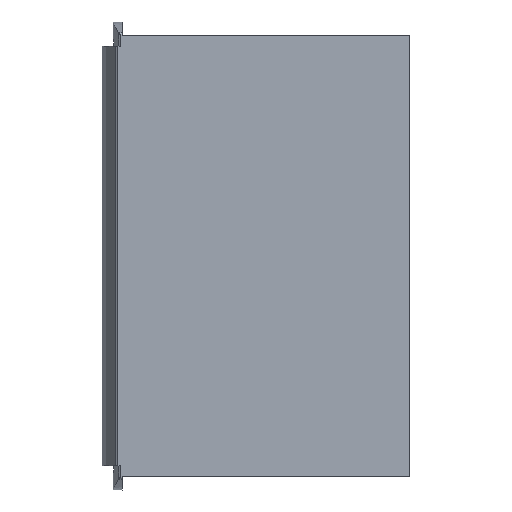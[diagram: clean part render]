
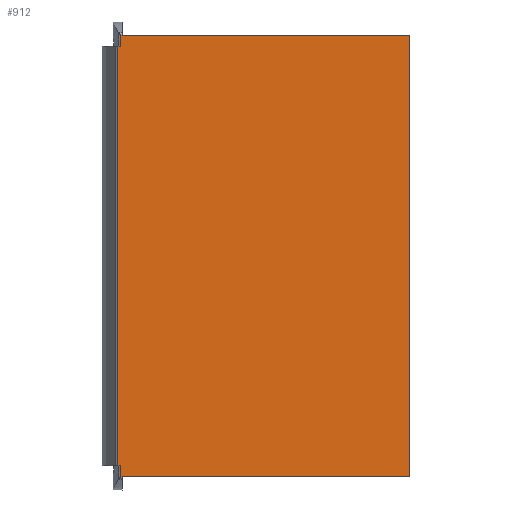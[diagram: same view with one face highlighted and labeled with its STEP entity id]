
A CAD part, left-side view. The second image highlights one B-rep face of the part: STEP entity #912.
In plain terms, the highlighted planar face has unit normal (-1, 0, 0).
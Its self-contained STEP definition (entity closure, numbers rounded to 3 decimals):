
#38=PLANE('',#984);
#78=LINE('',#1389,#170);
#86=LINE('',#1404,#178);
#87=LINE('',#1407,#179);
#88=LINE('',#1409,#180);
#89=LINE('',#1411,#181);
#90=LINE('',#1412,#182);
#91=LINE('',#1414,#183);
#92=LINE('',#1416,#184);
#93=LINE('',#1418,#185);
#94=LINE('',#1420,#186);
#95=LINE('',#1422,#187);
#96=LINE('',#1424,#188);
#170=VECTOR('',#1109,1000.);
#178=VECTOR('',#1121,1000.);
#179=VECTOR('',#1122,1000.);
#180=VECTOR('',#1123,1000.);
#181=VECTOR('',#1124,1000.);
#182=VECTOR('',#1125,1000.);
#183=VECTOR('',#1126,1000.);
#184=VECTOR('',#1127,1000.);
#185=VECTOR('',#1128,1000.);
#186=VECTOR('',#1129,1000.);
#187=VECTOR('',#1130,1000.);
#188=VECTOR('',#1131,1000.);
#285=ORIENTED_EDGE('',*,*,#555,.T.);
#286=ORIENTED_EDGE('',*,*,#556,.T.);
#287=ORIENTED_EDGE('',*,*,#557,.T.);
#288=ORIENTED_EDGE('',*,*,#558,.T.);
#289=ORIENTED_EDGE('',*,*,#547,.F.);
#290=ORIENTED_EDGE('',*,*,#559,.F.);
#291=ORIENTED_EDGE('',*,*,#560,.T.);
#292=ORIENTED_EDGE('',*,*,#561,.F.);
#293=ORIENTED_EDGE('',*,*,#562,.F.);
#294=ORIENTED_EDGE('',*,*,#563,.F.);
#295=ORIENTED_EDGE('',*,*,#564,.T.);
#296=ORIENTED_EDGE('',*,*,#565,.T.);
#547=EDGE_CURVE('',#681,#682,#78,.T.);
#555=EDGE_CURVE('',#687,#688,#86,.T.);
#556=EDGE_CURVE('',#688,#689,#87,.T.);
#557=EDGE_CURVE('',#689,#690,#88,.T.);
#558=EDGE_CURVE('',#690,#682,#89,.T.);
#559=EDGE_CURVE('',#691,#681,#90,.T.);
#560=EDGE_CURVE('',#691,#692,#91,.T.);
#561=EDGE_CURVE('',#693,#692,#92,.T.);
#562=EDGE_CURVE('',#694,#693,#93,.T.);
#563=EDGE_CURVE('',#695,#694,#94,.T.);
#564=EDGE_CURVE('',#695,#696,#95,.T.);
#565=EDGE_CURVE('',#696,#687,#96,.T.);
#681=VERTEX_POINT('',#1388);
#682=VERTEX_POINT('',#1390);
#687=VERTEX_POINT('',#1405);
#688=VERTEX_POINT('',#1406);
#689=VERTEX_POINT('',#1408);
#690=VERTEX_POINT('',#1410);
#691=VERTEX_POINT('',#1413);
#692=VERTEX_POINT('',#1415);
#693=VERTEX_POINT('',#1417);
#694=VERTEX_POINT('',#1419);
#695=VERTEX_POINT('',#1421);
#696=VERTEX_POINT('',#1423);
#793=EDGE_LOOP('',(#285,#286,#287,#288,#289,#290,#291,#292,#293,#294,#295,
#296));
#841=FACE_BOUND('',#793,.T.);
#912=ADVANCED_FACE('',(#841),#38,.F.);
#984=AXIS2_PLACEMENT_3D('',#1403,#1119,#1120);
#1109=DIRECTION('',(0.,0.,-1.));
#1119=DIRECTION('',(1.,0.,0.));
#1120=DIRECTION('',(0.,0.,-1.));
#1121=DIRECTION('',(0.,0.,-1.));
#1122=DIRECTION('',(0.,-1.,0.));
#1123=DIRECTION('',(0.,0.,1.));
#1124=DIRECTION('',(0.,-1.,0.));
#1125=DIRECTION('',(0.,-1.,0.));
#1126=DIRECTION('',(0.,0.,1.));
#1127=DIRECTION('',(0.,-1.,0.));
#1128=DIRECTION('',(0.,0.,1.));
#1129=DIRECTION('',(0.,-1.,0.));
#1130=DIRECTION('',(0.,0.,-1.));
#1131=DIRECTION('',(0.,-1.,0.));
#1388=CARTESIAN_POINT('',(-11.1,0.,30.175));
#1389=CARTESIAN_POINT('',(-11.1,0.,30.175));
#1390=CARTESIAN_POINT('',(-11.1,0.,-30.175));
#1403=CARTESIAN_POINT('',(-11.1,39.944,30.175));
#1404=CARTESIAN_POINT('',(-11.1,39.535,-28.7));
#1405=CARTESIAN_POINT('',(-11.1,39.535,-28.7));
#1406=CARTESIAN_POINT('',(-11.1,39.535,-30.214));
#1407=CARTESIAN_POINT('',(-11.1,40.6,-30.214));
#1408=CARTESIAN_POINT('',(-11.1,39.3,-30.214));
#1409=CARTESIAN_POINT('',(-11.1,39.3,-30.214));
#1410=CARTESIAN_POINT('',(-11.1,39.3,-30.175));
#1411=CARTESIAN_POINT('',(-11.1,39.944,-30.175));
#1412=CARTESIAN_POINT('',(-11.1,39.944,30.175));
#1413=CARTESIAN_POINT('',(-11.1,39.3,30.175));
#1414=CARTESIAN_POINT('',(-11.1,39.3,-30.214));
#1415=CARTESIAN_POINT('',(-11.1,39.3,30.214));
#1416=CARTESIAN_POINT('',(-11.1,40.6,30.214));
#1417=CARTESIAN_POINT('',(-11.1,39.535,30.214));
#1418=CARTESIAN_POINT('',(-11.1,39.535,28.7));
#1419=CARTESIAN_POINT('',(-11.1,39.535,28.7));
#1420=CARTESIAN_POINT('',(-11.1,50.,28.7));
#1421=CARTESIAN_POINT('',(-11.1,39.944,28.7));
#1422=CARTESIAN_POINT('',(-11.1,39.944,35.));
#1423=CARTESIAN_POINT('',(-11.1,39.944,-28.7));
#1424=CARTESIAN_POINT('',(-11.1,50.,-28.7));
